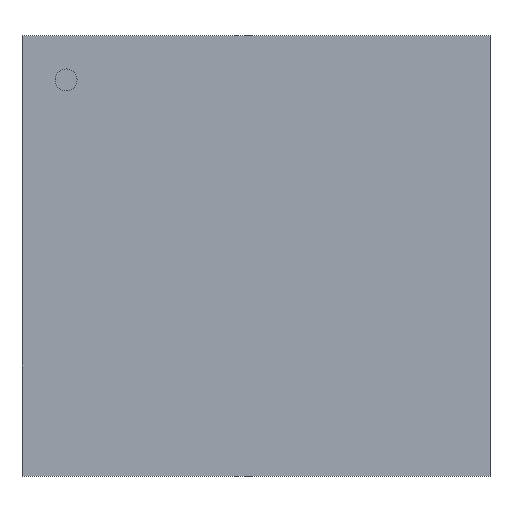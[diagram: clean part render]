
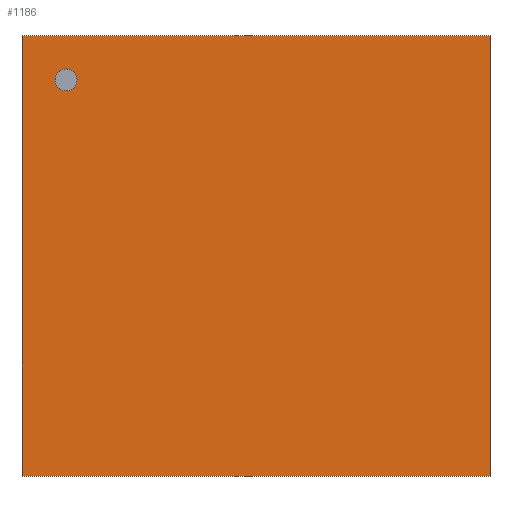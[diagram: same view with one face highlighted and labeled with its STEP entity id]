
A CAD part, top view. The second image highlights one B-rep face of the part: STEP entity #1186.
In plain terms, the highlighted planar face has unit normal (0, 0, 1).
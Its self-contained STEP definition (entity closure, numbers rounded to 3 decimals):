
#962=CARTESIAN_POINT('',(2.134,-2.007,0.61));
#961=VERTEX_POINT('',#962);
#972=CARTESIAN_POINT('',(-2.134,-2.007,0.61));
#971=VERTEX_POINT('',#972);
#970=EDGE_CURVE('',#971,#961,#975,.T.);
#975=LINE('',#972,#977);
#977=VECTOR('',#978,4.267);
#978=DIRECTION('',(1.0,0.0,0.0));
#1011=CARTESIAN_POINT('',(2.134,2.007,0.61));
#1010=VERTEX_POINT('',#1011);
#1019=EDGE_CURVE('',#961,#1010,#1024,.T.);
#1024=LINE('',#962,#1026);
#1026=VECTOR('',#1027,4.013);
#1027=DIRECTION('',(0.0,1.0,0.0));
#1060=CARTESIAN_POINT('',(-2.134,2.007,0.61));
#1059=VERTEX_POINT('',#1060);
#1068=EDGE_CURVE('',#1010,#1059,#1073,.T.);
#1073=LINE('',#1011,#1075);
#1075=VECTOR('',#1076,4.267);
#1076=DIRECTION('',(-1.0,0.0,0.0));
#1117=EDGE_CURVE('',#1059,#971,#1122,.T.);
#1122=LINE('',#1060,#1124);
#1124=VECTOR('',#1125,4.013);
#1125=DIRECTION('',(0.0,-1.0,0.0));
#1186=ADVANCED_FACE('',(#1192),#1187,.T.);
#1187=PLANE('',#1188);
#1188=AXIS2_PLACEMENT_3D('',#1189,#1190,#1191);
#1189=CARTESIAN_POINT('',(-2.134,-2.007,0.61));
#1190=DIRECTION('',(0.0,0.0,1.0));
#1191=DIRECTION('',(0.,1.,0.));
#1192=FACE_OUTER_BOUND('',#1193,.T.);
#1193=EDGE_LOOP('',(#1194,#1204,#1214,#1224));
#1194=ORIENTED_EDGE('',*,*,#970,.T.);
#1204=ORIENTED_EDGE('',*,*,#1019,.T.);
#1214=ORIENTED_EDGE('',*,*,#1068,.T.);
#1224=ORIENTED_EDGE('',*,*,#1117,.T.);
